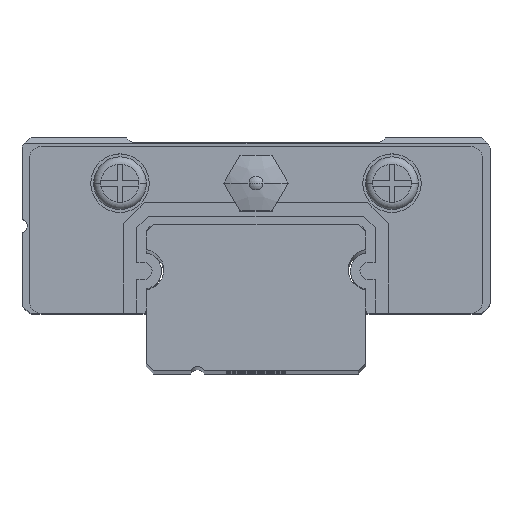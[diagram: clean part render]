
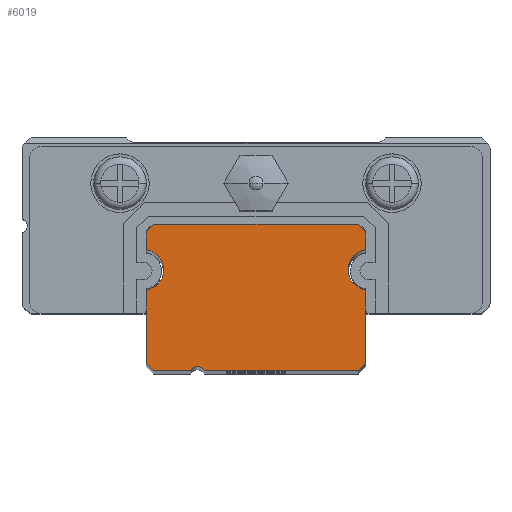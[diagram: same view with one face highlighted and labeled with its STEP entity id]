
A CAD part, top view. The second image highlights one B-rep face of the part: STEP entity #6019.
In plain terms, the highlighted planar face has unit normal (0, 0, 1).
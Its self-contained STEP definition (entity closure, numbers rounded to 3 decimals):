
#154 = CARTESIAN_POINT ( 'NONE',  ( 7.5, 0., 0. ) ) ;
#379 = DIRECTION ( 'NONE',  ( 0., -1., 0. ) ) ;
#399 = LINE ( 'NONE', #3244, #1708 ) ;
#508 = VECTOR ( 'NONE', #2847, 1000. ) ;
#892 = EDGE_CURVE ( 'NONE', #7348, #5631, #2006, .T. ) ;
#915 = DIRECTION ( 'NONE',  ( 1., 0., 0. ) ) ;
#989 = CARTESIAN_POINT ( 'NONE',  ( 7.5, -4.5, 0. ) ) ;
#998 = ORIENTED_EDGE ( 'NONE', *, *, #2809, .T. ) ;
#1059 = EDGE_CURVE ( 'NONE', #8158, #3488, #6726, .T. ) ;
#1080 = VECTOR ( 'NONE', #7724, 1000. ) ;
#1102 = CARTESIAN_POINT ( 'NONE',  ( -7., -5., 0. ) ) ;
#1148 = ORIENTED_EDGE ( 'NONE', *, *, #2180, .F. ) ;
#1222 = VERTEX_POINT ( 'NONE', #1102 ) ;
#1287 = CIRCLE ( 'NONE', #6980, 1.389 ) ;
#1453 = VERTEX_POINT ( 'NONE', #4599 ) ;
#1580 = CARTESIAN_POINT ( 'NONE',  ( 0., 0., 0. ) ) ;
#1662 = DIRECTION ( 'NONE',  ( -0.707, -0.707, 0. ) ) ;
#1667 = CIRCLE ( 'NONE', #6457, 1.389 ) ;
#1686 = LINE ( 'NONE', #4538, #3034 ) ;
#1708 = VECTOR ( 'NONE', #9096, 1000. ) ;
#1731 = EDGE_CURVE ( 'NONE', #7759, #1453, #1667, .T. ) ;
#1778 = ORIENTED_EDGE ( 'NONE', *, *, #1731, .T. ) ;
#1879 = ORIENTED_EDGE ( 'NONE', *, *, #7056, .F. ) ;
#1917 = CARTESIAN_POINT ( 'NONE',  ( -6., -6., 0. ) ) ;
#1927 = CARTESIAN_POINT ( 'NONE',  ( 7.7, 1.9, 0. ) ) ;
#1945 = VERTEX_POINT ( 'NONE', #8807 ) ;
#1979 = DIRECTION ( 'NONE',  ( 0., 0., 1. ) ) ;
#2006 = LINE ( 'NONE', #7730, #4040 ) ;
#2180 = EDGE_CURVE ( 'NONE', #7348, #7820, #5264, .T. ) ;
#2264 = FACE_OUTER_BOUND ( 'NONE', #2672, .T. ) ;
#2353 = ORIENTED_EDGE ( 'NONE', *, *, #3503, .T. ) ;
#2354 = LINE ( 'NONE', #8866, #5585 ) ;
#2411 = LINE ( 'NONE', #8134, #6932 ) ;
#2511 = EDGE_CURVE ( 'NONE', #3488, #1945, #5519, .T. ) ;
#2639 = ORIENTED_EDGE ( 'NONE', *, *, #892, .T. ) ;
#2657 = DIRECTION ( 'NONE',  ( 0.707, -0.707, 0. ) ) ;
#2664 = DIRECTION ( 'NONE',  ( 1., 0., 0. ) ) ;
#2672 = EDGE_LOOP ( 'NONE', ( #7662, #4654, #2738, #1148, #2639, #998, #8879, #1778, #8506, #2353, #3210, #4728, #6866, #4678, #1879 ) ) ;
#2738 = ORIENTED_EDGE ( 'NONE', *, *, #4261, .T. ) ;
#2809 = EDGE_CURVE ( 'NONE', #5631, #3529, #2411, .T. ) ;
#2847 = DIRECTION ( 'NONE',  ( 0., -1., 0. ) ) ;
#2876 = VERTEX_POINT ( 'NONE', #8933 ) ;
#2954 = CARTESIAN_POINT ( 'NONE',  ( -4.458, -5., 0. ) ) ;
#3022 = DIRECTION ( 'NONE',  ( 1., 0., 0. ) ) ;
#3034 = VECTOR ( 'NONE', #5950, 1000. ) ;
#3210 = ORIENTED_EDGE ( 'NONE', *, *, #4377, .F. ) ;
#3244 = CARTESIAN_POINT ( 'NONE',  ( 0., 5., 0. ) ) ;
#3379 = DIRECTION ( 'NONE',  ( 0., 0., -1. ) ) ;
#3410 = DIRECTION ( 'NONE',  ( 1., 0., 0. ) ) ;
#3440 = EDGE_CURVE ( 'NONE', #7759, #3529, #3703, .T. ) ;
#3449 = CARTESIAN_POINT ( 'NONE',  ( -4., -5.2, 0. ) ) ;
#3488 = VERTEX_POINT ( 'NONE', #5991 ) ;
#3503 = EDGE_CURVE ( 'NONE', #7276, #5689, #1686, .T. ) ;
#3529 = VERTEX_POINT ( 'NONE', #989 ) ;
#3555 = EDGE_CURVE ( 'NONE', #9192, #2876, #5290, .T. ) ;
#3703 = LINE ( 'NONE', #154, #508 ) ;
#3730 = EDGE_CURVE ( 'NONE', #2876, #1222, #8337, .T. ) ;
#3969 = DIRECTION ( 'NONE',  ( 0., 0., 1. ) ) ;
#3982 = DIRECTION ( 'NONE',  ( 1., 0., 0. ) ) ;
#4035 = CARTESIAN_POINT ( 'NONE',  ( 7.5, 4.5, 0. ) ) ;
#4040 = VECTOR ( 'NONE', #3982, 1000. ) ;
#4236 = DIRECTION ( 'NONE',  ( 0., 0., 1. ) ) ;
#4261 = EDGE_CURVE ( 'NONE', #1222, #7820, #2354, .T. ) ;
#4377 = EDGE_CURVE ( 'NONE', #8158, #5689, #399, .T. ) ;
#4397 = CIRCLE ( 'NONE', #8744, 1.389 ) ;
#4434 = DIRECTION ( 'NONE',  ( 0., 0., 1. ) ) ;
#4476 = EDGE_CURVE ( 'NONE', #6468, #1945, #4397, .T. ) ;
#4538 = CARTESIAN_POINT ( 'NONE',  ( 6., 6., 0. ) ) ;
#4599 = CARTESIAN_POINT ( 'NONE',  ( 7.5, 3.275, 0. ) ) ;
#4637 = VECTOR ( 'NONE', #1662, 1000. ) ;
#4654 = ORIENTED_EDGE ( 'NONE', *, *, #3730, .T. ) ;
#4678 = ORIENTED_EDGE ( 'NONE', *, *, #4476, .F. ) ;
#4728 = ORIENTED_EDGE ( 'NONE', *, *, #1059, .T. ) ;
#4837 = DIRECTION ( 'NONE',  ( 1., 0., 0. ) ) ;
#4962 = CARTESIAN_POINT ( 'NONE',  ( -7., 5., 0. ) ) ;
#4963 = AXIS2_PLACEMENT_3D ( 'NONE', #3449, #3969, #3410 ) ;
#5114 = CARTESIAN_POINT ( 'NONE',  ( 7.5, 0.525, 0. ) ) ;
#5134 = PLANE ( 'NONE',  #6353 ) ;
#5264 = CIRCLE ( 'NONE', #4963, 0.5 ) ;
#5279 = CARTESIAN_POINT ( 'NONE',  ( 7.5, 0., 0. ) ) ;
#5290 = LINE ( 'NONE', #6036, #6025 ) ;
#5519 = LINE ( 'NONE', #8426, #1080 ) ;
#5585 = VECTOR ( 'NONE', #915, 1000. ) ;
#5631 = VERTEX_POINT ( 'NONE', #7247 ) ;
#5689 = VERTEX_POINT ( 'NONE', #5698 ) ;
#5698 = CARTESIAN_POINT ( 'NONE',  ( 7., 5., 0. ) ) ;
#5950 = DIRECTION ( 'NONE',  ( -0.707, 0.707, 0. ) ) ;
#5974 = CARTESIAN_POINT ( 'NONE',  ( -6., 6., 0. ) ) ;
#5991 = CARTESIAN_POINT ( 'NONE',  ( -7.5, 4.5, 0. ) ) ;
#6019 = ADVANCED_FACE ( 'NONE', ( #2264 ), #5134, .T. ) ;
#6025 = VECTOR ( 'NONE', #379, 1000. ) ;
#6036 = CARTESIAN_POINT ( 'NONE',  ( -7.5, 0., 0. ) ) ;
#6249 = CARTESIAN_POINT ( 'NONE',  ( -7.7, 1.9, 0. ) ) ;
#6353 = AXIS2_PLACEMENT_3D ( 'NONE', #1580, #4434, #3022 ) ;
#6397 = CARTESIAN_POINT ( 'NONE',  ( -7.7, 1.9, 0. ) ) ;
#6457 = AXIS2_PLACEMENT_3D ( 'NONE', #1927, #3379, #2664 ) ;
#6468 = VERTEX_POINT ( 'NONE', #8065 ) ;
#6538 = DIRECTION ( 'NONE',  ( 1., 0., 0. ) ) ;
#6726 = LINE ( 'NONE', #5974, #4637 ) ;
#6866 = ORIENTED_EDGE ( 'NONE', *, *, #2511, .T. ) ;
#6932 = VECTOR ( 'NONE', #7431, 1000. ) ;
#6980 = AXIS2_PLACEMENT_3D ( 'NONE', #6397, #4236, #6538 ) ;
#7056 = EDGE_CURVE ( 'NONE', #9192, #6468, #1287, .T. ) ;
#7247 = CARTESIAN_POINT ( 'NONE',  ( 7., -5., 0. ) ) ;
#7276 = VERTEX_POINT ( 'NONE', #4035 ) ;
#7348 = VERTEX_POINT ( 'NONE', #9232 ) ;
#7379 = VECTOR ( 'NONE', #2657, 1000. ) ;
#7431 = DIRECTION ( 'NONE',  ( 0.707, 0.707, 0. ) ) ;
#7583 = EDGE_CURVE ( 'NONE', #7276, #1453, #8224, .T. ) ;
#7662 = ORIENTED_EDGE ( 'NONE', *, *, #3555, .T. ) ;
#7724 = DIRECTION ( 'NONE',  ( 0., -1., 0. ) ) ;
#7730 = CARTESIAN_POINT ( 'NONE',  ( 0., -5., 0. ) ) ;
#7759 = VERTEX_POINT ( 'NONE', #5114 ) ;
#7820 = VERTEX_POINT ( 'NONE', #2954 ) ;
#7840 = CARTESIAN_POINT ( 'NONE',  ( -7.5, 0.525, 0. ) ) ;
#7871 = VECTOR ( 'NONE', #8135, 1000. ) ;
#8065 = CARTESIAN_POINT ( 'NONE',  ( -6.311, 1.9, 0. ) ) ;
#8134 = CARTESIAN_POINT ( 'NONE',  ( 6., -6., 0. ) ) ;
#8135 = DIRECTION ( 'NONE',  ( 0., -1., 0. ) ) ;
#8158 = VERTEX_POINT ( 'NONE', #4962 ) ;
#8224 = LINE ( 'NONE', #5279, #7871 ) ;
#8337 = LINE ( 'NONE', #1917, #7379 ) ;
#8426 = CARTESIAN_POINT ( 'NONE',  ( -7.5, 0., 0. ) ) ;
#8506 = ORIENTED_EDGE ( 'NONE', *, *, #7583, .F. ) ;
#8744 = AXIS2_PLACEMENT_3D ( 'NONE', #6249, #1979, #4837 ) ;
#8807 = CARTESIAN_POINT ( 'NONE',  ( -7.5, 3.275, 0. ) ) ;
#8866 = CARTESIAN_POINT ( 'NONE',  ( 0., -5., 0. ) ) ;
#8879 = ORIENTED_EDGE ( 'NONE', *, *, #3440, .F. ) ;
#8933 = CARTESIAN_POINT ( 'NONE',  ( -7.5, -4.5, 0. ) ) ;
#9096 = DIRECTION ( 'NONE',  ( 1., 0., 0. ) ) ;
#9192 = VERTEX_POINT ( 'NONE', #7840 ) ;
#9232 = CARTESIAN_POINT ( 'NONE',  ( -3.542, -5., 0. ) ) ;
